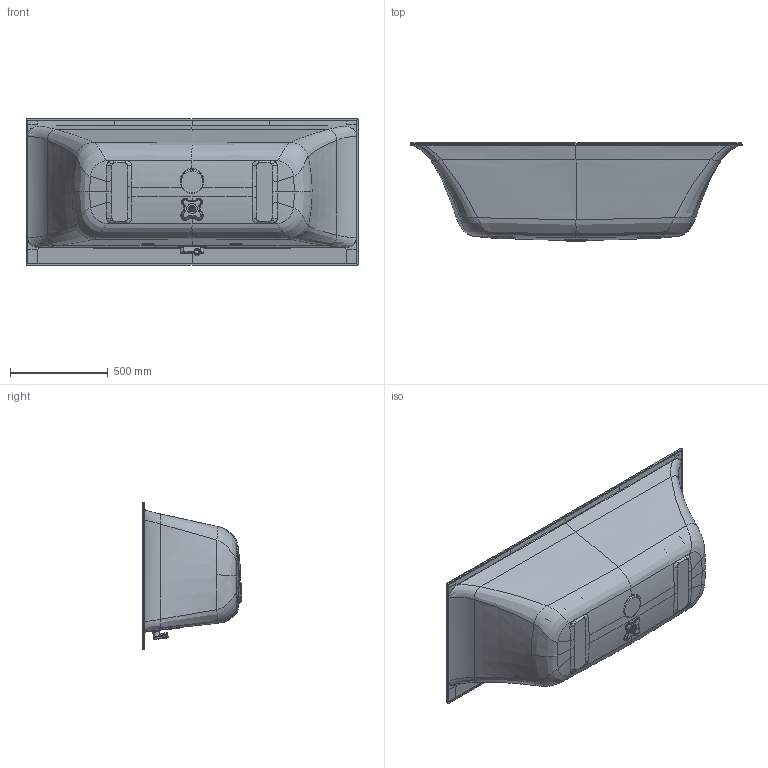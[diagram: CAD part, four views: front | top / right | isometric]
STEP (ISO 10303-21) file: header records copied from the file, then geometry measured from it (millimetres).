
FILE_DESCRIPTION((''),'2;1');
FILE_NAME('SUBWAY170_ZICHTDELEN_ASM','2024-01-09T16:59:08',('hegemanc'),('Villeroy & Boch Wellness bv'),'CREO PARAMETRIC BY PTC INC, 2022414','CREO PARAMETRIC BY PTC INC, 2022414','');
FILE_SCHEMA(('AP242_MANAGED_MODEL_BASED_3D_ENGINEERING_MIM_LF { 1 0 10303 442 1 1 4 }'));
Products named in the file (7): V3P1907-002; V4P1907-019_CH; V4P1907-018_CH; V4P1907-045_CH; V4P1907-105_CH_ASM; V3P1607-081_CH; SUBWAY170_ZICHTDELEN_ASM
Assembly tree (6 placements, depth 3):
  SUBWAY170_ZICHTDELEN_ASM
    V3P1907-002
    V4P1907-105_CH_ASM
      V4P1907-019_CH
      V4P1907-018_CH
      V4P1907-045_CH
    V3P1607-081_CH
Bounding box: 1700 x 502.92 x 750 mm (x, y, z)
Volume: 24667706.1 mm3; surface area: 5084119.7 mm2
Topology: 5 solids, 5 shells, 1296 faces, 3182 edges, 1972 vertices
Faces by surface type: bspline 418, plane 272, extrusion 242, cylinder 180, cone 97, torus 69, sphere 18
Entity records: 107716 total; most frequent: CARTESIAN_POINT 65896, ORIENTED_EDGE 6356, DIRECTION 4094, EDGE_CURVE 3178, PRESENTATION_STYLE_ASSIGNMENT 3001, STYLED_ITEM 2989, CURVE_STYLE 2309, VERTEX_POINT 1972
